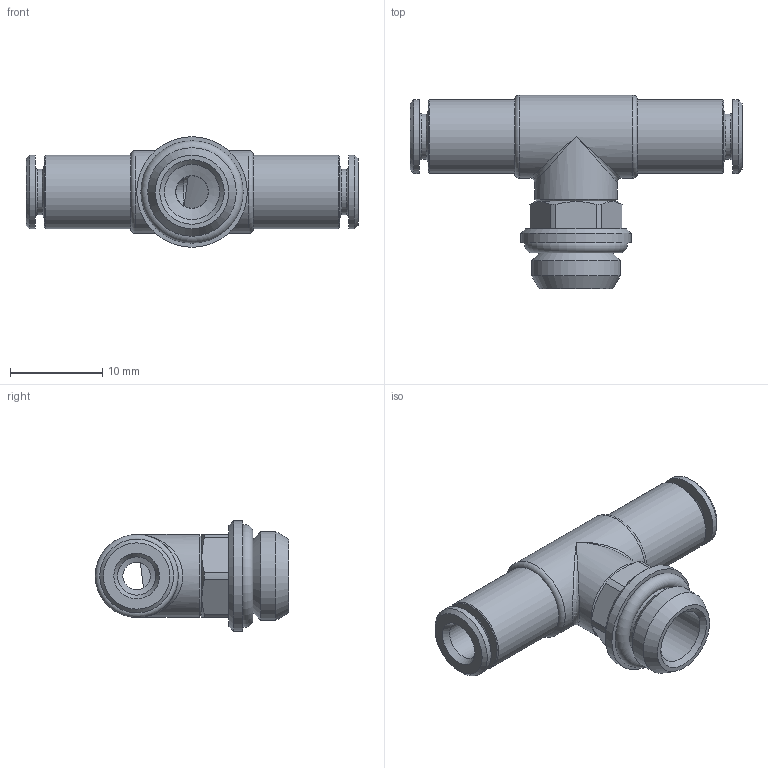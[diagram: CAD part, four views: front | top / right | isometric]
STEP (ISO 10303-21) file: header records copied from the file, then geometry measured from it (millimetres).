
FILE_DESCRIPTION(( 'MAL.21.04.18.stp' ), '1');
FILE_NAME( 'MAL.21.04.18.stp', '2021-02-19T16:28:11',( 'Sopra'),('sopra-pneumatic.com'), 'SwSTEP 2.0','SolidWorks 2009','' );
FILE_SCHEMA( ( 'AUTOMOTIVE_DESIGN { 1 0 10303 214 1 1 1 1 }' ) );
Length unit declared in the file: metre
Products named in the file (1): Rivoluzione3
Bounding box: 36 x 21 x 12 mm (x, y, z)
Volume: 2099.8 mm3; surface area: 2280.2 mm2
Topology: 1 solids, 1 shells, 66 faces, 151 edges, 89 vertices
Faces by surface type: cylinder 23, plane 18, cone 17, torus 5, bspline 2, sphere 1
Full cylindrical faces by diameter (mm): 3 x2, 3.5 x1, 4.15 x2, 4.9 x2, 6 x1, 7.9 x1, 8 x4, 9 x2, 9.6 x1, 12 x1
Entity records: 2426 total; most frequent: CARTESIAN_POINT 612, DIRECTION 276, ORIENTED_EDGE 196, AXIS2_PLACEMENT_3D 129, EDGE_LOOP 118, EDGE_CURVE 98, FACE_OUTER_BOUND 88, VERTEX_POINT 83
